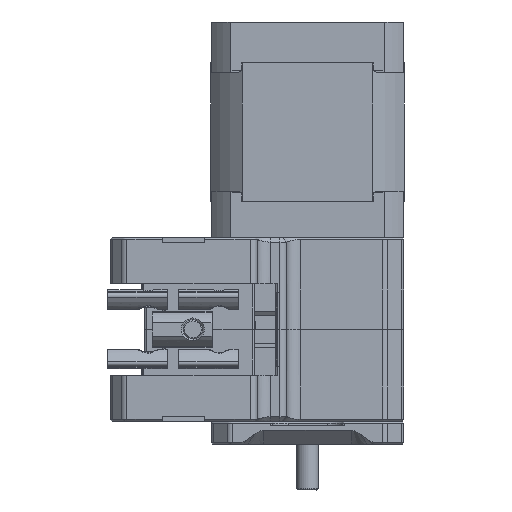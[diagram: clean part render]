
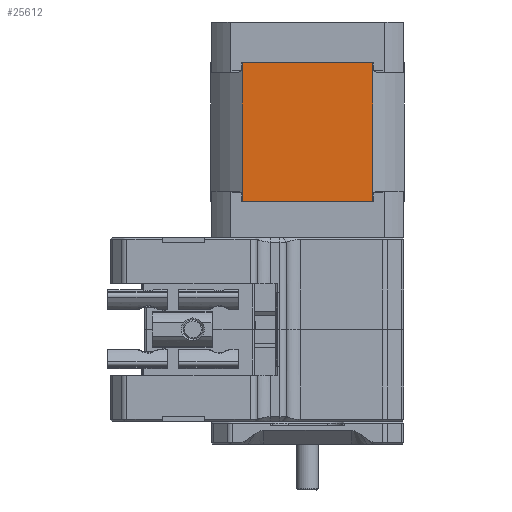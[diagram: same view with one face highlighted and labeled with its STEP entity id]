
A CAD part, left-side view. The second image highlights one B-rep face of the part: STEP entity #25612.
In plain terms, the highlighted planar face has unit normal (-1, 0, 0).
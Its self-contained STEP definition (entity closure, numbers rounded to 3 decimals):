
#2233=PLANE('',#28479);
#3655=FACE_OUTER_BOUND('',#5223,.T.);
#5223=EDGE_LOOP('',(#23760,#23761,#23762,#23763,#23764,#23765,#23766,#23767,
#23768,#23769,#23770,#23771));
#7162=LINE('',#47452,#9280);
#7165=LINE('',#47463,#9283);
#7167=LINE('',#47472,#9285);
#7169=LINE('',#47476,#9287);
#7171=LINE('',#47479,#9289);
#7370=LINE('',#48153,#9488);
#7372=LINE('',#48160,#9490);
#7373=LINE('',#48162,#9491);
#7374=LINE('',#48164,#9492);
#7375=LINE('',#48166,#9493);
#7376=LINE('',#48168,#9494);
#7377=LINE('',#48169,#9495);
#9280=VECTOR('',#35201,30.2);
#9283=VECTOR('',#35210,0.1);
#9285=VECTOR('',#35218,0.1);
#9287=VECTOR('',#35224,5.724);
#9289=VECTOR('',#35228,5.724);
#9488=VECTOR('',#35883,17.012);
#9490=VECTOR('',#35891,0.1);
#9491=VECTOR('',#35892,5.724);
#9492=VECTOR('',#35893,30.2);
#9493=VECTOR('',#35894,5.724);
#9494=VECTOR('',#35895,0.1);
#9495=VECTOR('',#35896,17.012);
#12724=VERTEX_POINT('',#47449);
#12725=VERTEX_POINT('',#47451);
#12729=VERTEX_POINT('',#47460);
#12730=VERTEX_POINT('',#47462);
#12733=VERTEX_POINT('',#47469);
#12734=VERTEX_POINT('',#47471);
#12951=VERTEX_POINT('',#48151);
#12953=VERTEX_POINT('',#48159);
#12954=VERTEX_POINT('',#48161);
#12955=VERTEX_POINT('',#48163);
#12956=VERTEX_POINT('',#48165);
#12957=VERTEX_POINT('',#48167);
#16243=EDGE_CURVE('',#12725,#12724,#7162,.T.);
#16248=EDGE_CURVE('',#12730,#12729,#7165,.T.);
#16252=EDGE_CURVE('',#12734,#12733,#7167,.T.);
#16255=EDGE_CURVE('',#12724,#12734,#7169,.T.);
#16257=EDGE_CURVE('',#12729,#12725,#7171,.T.);
#16578=EDGE_CURVE('',#12733,#12951,#7370,.T.);
#16581=EDGE_CURVE('',#12951,#12953,#7372,.T.);
#16582=EDGE_CURVE('',#12954,#12953,#7373,.T.);
#16583=EDGE_CURVE('',#12955,#12954,#7374,.T.);
#16584=EDGE_CURVE('',#12956,#12955,#7375,.T.);
#16585=EDGE_CURVE('',#12956,#12957,#7376,.T.);
#16586=EDGE_CURVE('',#12957,#12730,#7377,.T.);
#23760=ORIENTED_EDGE('',*,*,#16578,.T.);
#23761=ORIENTED_EDGE('',*,*,#16581,.T.);
#23762=ORIENTED_EDGE('',*,*,#16582,.F.);
#23763=ORIENTED_EDGE('',*,*,#16583,.F.);
#23764=ORIENTED_EDGE('',*,*,#16584,.F.);
#23765=ORIENTED_EDGE('',*,*,#16585,.T.);
#23766=ORIENTED_EDGE('',*,*,#16586,.T.);
#23767=ORIENTED_EDGE('',*,*,#16248,.T.);
#23768=ORIENTED_EDGE('',*,*,#16257,.T.);
#23769=ORIENTED_EDGE('',*,*,#16243,.T.);
#23770=ORIENTED_EDGE('',*,*,#16255,.T.);
#23771=ORIENTED_EDGE('',*,*,#16252,.T.);
#25612=ADVANCED_FACE('',(#3655),#2233,.T.);
#28479=AXIS2_PLACEMENT_3D('',#48158,#35889,#35890);
#35201=DIRECTION('',(0.,0.,-1.));
#35210=DIRECTION('',(0.,0.,-1.));
#35218=DIRECTION('',(0.,0.,-1.));
#35224=DIRECTION('',(0.,-1.,0.));
#35228=DIRECTION('',(0.,1.,0.));
#35883=DIRECTION('',(0.,-1.,0.));
#35889=DIRECTION('center_axis',(-1.,0.,0.));
#35890=DIRECTION('ref_axis',(0.,0.,1.));
#35891=DIRECTION('',(0.,0.,1.));
#35892=DIRECTION('',(0.,1.,0.));
#35893=DIRECTION('',(0.,0.,-1.));
#35894=DIRECTION('',(0.,-1.,0.));
#35895=DIRECTION('',(0.,0.,1.));
#35896=DIRECTION('',(0.,1.,0.));
#47449=CARTESIAN_POINT('',(-21.1,14.23,-19.54));
#47451=CARTESIAN_POINT('',(-21.1,14.23,10.66));
#47452=CARTESIAN_POINT('',(-21.1,14.23,10.66));
#47460=CARTESIAN_POINT('',(-21.1,8.506,10.66));
#47462=CARTESIAN_POINT('',(-21.1,8.506,10.76));
#47463=CARTESIAN_POINT('',(-21.1,8.506,10.76));
#47469=CARTESIAN_POINT('',(-21.1,8.506,-19.64));
#47471=CARTESIAN_POINT('',(-21.1,8.506,-19.54));
#47472=CARTESIAN_POINT('',(-21.1,8.506,-19.54));
#47476=CARTESIAN_POINT('',(-21.1,14.23,-19.54));
#47479=CARTESIAN_POINT('',(-21.1,8.506,10.66));
#48151=CARTESIAN_POINT('',(-21.1,-8.506,-19.64));
#48153=CARTESIAN_POINT('',(-21.1,8.506,-19.64));
#48158=CARTESIAN_POINT('Origin',(-21.1,-14.231,-19.641));
#48159=CARTESIAN_POINT('',(-21.1,-8.506,-19.54));
#48160=CARTESIAN_POINT('',(-21.1,-8.506,-19.64));
#48161=CARTESIAN_POINT('',(-21.1,-14.23,-19.54));
#48162=CARTESIAN_POINT('',(-21.1,-14.23,-19.54));
#48163=CARTESIAN_POINT('',(-21.1,-14.23,10.66));
#48164=CARTESIAN_POINT('',(-21.1,-14.23,10.66));
#48165=CARTESIAN_POINT('',(-21.1,-8.506,10.66));
#48166=CARTESIAN_POINT('',(-21.1,-8.506,10.66));
#48167=CARTESIAN_POINT('',(-21.1,-8.506,10.76));
#48168=CARTESIAN_POINT('',(-21.1,-8.506,10.66));
#48169=CARTESIAN_POINT('',(-21.1,-8.506,10.76));
